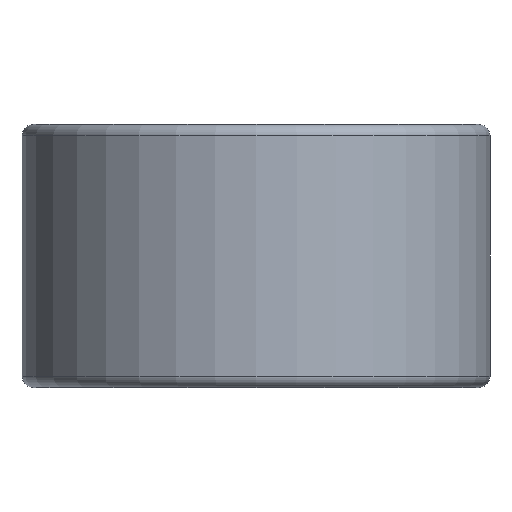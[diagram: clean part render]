
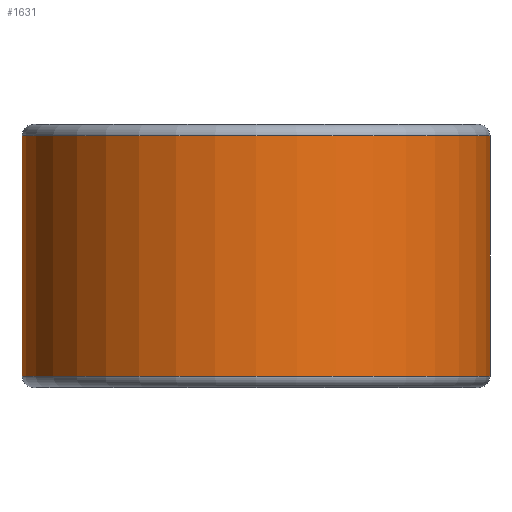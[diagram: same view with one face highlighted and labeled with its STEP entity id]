
A CAD part, front view. The second image highlights one B-rep face of the part: STEP entity #1631.
In plain terms, the highlighted cylindrical face has radius 15.469 mm (diameter 30.937 mm), a partial arc.
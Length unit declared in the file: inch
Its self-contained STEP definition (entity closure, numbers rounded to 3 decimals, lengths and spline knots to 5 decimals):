
#51 = ORIENTED_EDGE ( 'NONE', *, *, #1731, .T. ) ;
#110 = DIRECTION ( 'NONE',  ( 0., 0., 1. ) ) ;
#232 = AXIS2_PLACEMENT_3D ( 'NONE', #1373, #110, #1593 ) ;
#312 = CIRCLE ( 'NONE', #1401, 0.609 ) ;
#462 = ORIENTED_EDGE ( 'NONE', *, *, #2302, .F. ) ;
#614 = EDGE_LOOP ( 'NONE', ( #1796, #1879, #462, #51 ) ) ;
#627 = DIRECTION ( 'NONE',  ( 1., 0., 0. ) ) ;
#653 = DIRECTION ( 'NONE',  ( 0., 0., -1. ) ) ;
#835 = DIRECTION ( 'NONE',  ( 0., 0., 1. ) ) ;
#845 = VERTEX_POINT ( 'NONE', #2350 ) ;
#914 = CARTESIAN_POINT ( 'NONE',  ( 1.14, -1.531, 0. ) ) ;
#1039 = CARTESIAN_POINT ( 'NONE',  ( 0.531, -1.531, 0. ) ) ;
#1052 = DIRECTION ( 'NONE',  ( 0., 0., 1. ) ) ;
#1085 = CARTESIAN_POINT ( 'NONE',  ( -0.078, -1.531, 0.3125 ) ) ;
#1174 = VECTOR ( 'NONE', #653, 39.37008 ) ;
#1252 = CARTESIAN_POINT ( 'NONE',  ( -0.078, -1.531, 0.3125 ) ) ;
#1286 = VERTEX_POINT ( 'NONE', #1252 ) ;
#1293 = VECTOR ( 'NONE', #2156, 39.37008 ) ;
#1349 = LINE ( 'NONE', #914, #1293 ) ;
#1373 = CARTESIAN_POINT ( 'NONE',  ( 0.531, -1.531, -0.3125 ) ) ;
#1401 = AXIS2_PLACEMENT_3D ( 'NONE', #2283, #1052, #2481 ) ;
#1512 = VERTEX_POINT ( 'NONE', #1818 ) ;
#1593 = DIRECTION ( 'NONE',  ( 1., 0., 0. ) ) ;
#1631 = ADVANCED_FACE ( 'NONE', ( #2165 ), #1891, .T. ) ;
#1731 = EDGE_CURVE ( 'NONE', #1286, #845, #1947, .T. ) ;
#1796 = ORIENTED_EDGE ( 'NONE', *, *, #1959, .T. ) ;
#1818 = CARTESIAN_POINT ( 'NONE',  ( 1.14, -1.531, -0.3125 ) ) ;
#1879 = ORIENTED_EDGE ( 'NONE', *, *, #2486, .T. ) ;
#1891 = CYLINDRICAL_SURFACE ( 'NONE', #2213, 0.609 ) ;
#1947 = LINE ( 'NONE', #1085, #1174 ) ;
#1959 = EDGE_CURVE ( 'NONE', #845, #1512, #2091, .T. ) ;
#2091 = CIRCLE ( 'NONE', #232, 0.609 ) ;
#2156 = DIRECTION ( 'NONE',  ( 0., 0., 1. ) ) ;
#2165 = FACE_OUTER_BOUND ( 'NONE', #614, .T. ) ;
#2213 = AXIS2_PLACEMENT_3D ( 'NONE', #1039, #835, #627 ) ;
#2283 = CARTESIAN_POINT ( 'NONE',  ( 0.531, -1.531, 0.3125 ) ) ;
#2302 = EDGE_CURVE ( 'NONE', #1286, #2536, #312, .T. ) ;
#2350 = CARTESIAN_POINT ( 'NONE',  ( -0.078, -1.531, -0.3125 ) ) ;
#2352 = CARTESIAN_POINT ( 'NONE',  ( 1.14, -1.531, 0.3125 ) ) ;
#2481 = DIRECTION ( 'NONE',  ( 1., 0., 0. ) ) ;
#2486 = EDGE_CURVE ( 'NONE', #1512, #2536, #1349, .T. ) ;
#2536 = VERTEX_POINT ( 'NONE', #2352 ) ;
